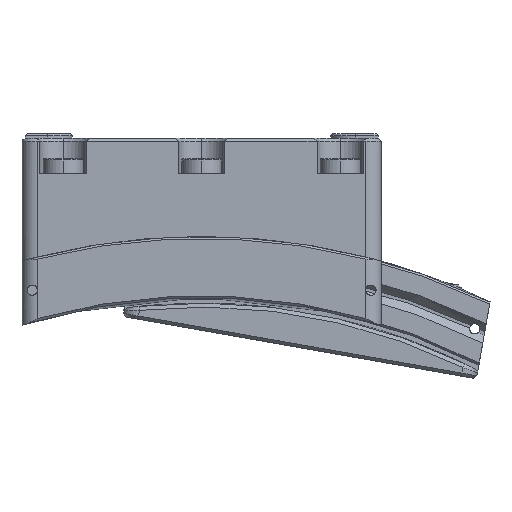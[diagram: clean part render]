
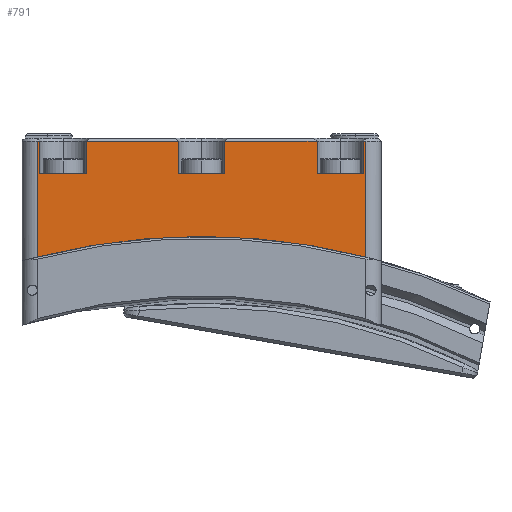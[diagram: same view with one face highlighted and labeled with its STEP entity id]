
A CAD part, left-side view. The second image highlights one B-rep face of the part: STEP entity #791.
In plain terms, the highlighted planar face has unit normal (-1, 0, 0).
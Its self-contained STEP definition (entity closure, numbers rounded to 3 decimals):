
#289 = CARTESIAN_POINT ( 'NONE',  ( -17.5, -15.833, 24.773 ) ) ;
#424 = VERTEX_POINT ( 'NONE', #22581 ) ;
#497 = VERTEX_POINT ( 'NONE', #25754 ) ;
#625 = EDGE_CURVE ( 'NONE', #28502, #29193, #19337, .T. ) ;
#791 = ADVANCED_FACE ( 'NONE', ( #1411 ), #22828, .F. ) ;
#1118 = ORIENTED_EDGE ( 'NONE', *, *, #25830, .T. ) ;
#1284 = ORIENTED_EDGE ( 'NONE', *, *, #14871, .T. ) ;
#1411 = FACE_OUTER_BOUND ( 'NONE', #14828, .T. ) ;
#1821 = VECTOR ( 'NONE', #19081, 1000. ) ;
#1853 = VERTEX_POINT ( 'NONE', #25589 ) ;
#2282 = CARTESIAN_POINT ( 'NONE',  ( -17.5, -15.75, 21.6 ) ) ;
#2794 = VERTEX_POINT ( 'NONE', #18439 ) ;
#3103 = ORIENTED_EDGE ( 'NONE', *, *, #5401, .F. ) ;
#3146 = CARTESIAN_POINT ( 'NONE',  ( -17.5, -11.25, 21.6 ) ) ;
#3410 = CARTESIAN_POINT ( 'NONE',  ( -17.5, 15.833, 24.773 ) ) ;
#4235 = EDGE_CURVE ( 'NONE', #28502, #25262, #15203, .T. ) ;
#4305 = LINE ( 'NONE', #22838, #18103 ) ;
#4726 = CARTESIAN_POINT ( 'NONE',  ( -17.5, -2.25, 24.78 ) ) ;
#4731 = EDGE_CURVE ( 'NONE', #10127, #25262, #6671, .T. ) ;
#4774 = ORIENTED_EDGE ( 'NONE', *, *, #24192, .T. ) ;
#4921 = ORIENTED_EDGE ( 'NONE', *, *, #4235, .F. ) ;
#5152 = DIRECTION ( 'NONE',  ( 1., 0., 0. ) ) ;
#5372 = DIRECTION ( 'NONE',  ( 0., 0., 1. ) ) ;
#5401 = EDGE_CURVE ( 'NONE', #1853, #24765, #23444, .T. ) ;
#6015 = DIRECTION ( 'NONE',  ( 0., 0., 1. ) ) ;
#6025 = CARTESIAN_POINT ( 'NONE',  ( -17.5, 15.916, 24.78 ) ) ;
#6233 = DIRECTION ( 'NONE',  ( 0., 1., 0. ) ) ;
#6379 = DIRECTION ( 'NONE',  ( 0., 1., 0. ) ) ;
#6460 = CARTESIAN_POINT ( 'NONE',  ( -17.5, 17.5, 20. ) ) ;
#6671 = B_SPLINE_CURVE_WITH_KNOTS ( 'NONE', 3,
 ( #25842, #28149, #289, #11934 ),
 .UNSPECIFIED., .F., .F.,
 ( 4, 4 ),
 ( 0., 0. ),
 .UNSPECIFIED. ) ;
#6758 = DIRECTION ( 'NONE',  ( 0., 0., 1. ) ) ;
#6900 = CARTESIAN_POINT ( 'NONE',  ( -17.5, 0., 15.5 ) ) ;
#7481 = CARTESIAN_POINT ( 'NONE',  ( -17.5, 15.75, 24.759 ) ) ;
#7607 = CARTESIAN_POINT ( 'NONE',  ( -17.5, 0., -49.5 ) ) ;
#7711 = VECTOR ( 'NONE', #26845, 1000. ) ;
#7807 = VERTEX_POINT ( 'NONE', #20652 ) ;
#7833 = CARTESIAN_POINT ( 'NONE',  ( -17.5, -16., 20. ) ) ;
#8324 = CARTESIAN_POINT ( 'NONE',  ( -17.5, 2.25, 21.6 ) ) ;
#8467 = DIRECTION ( 'NONE',  ( 0., 0., -1. ) ) ;
#8732 = CARTESIAN_POINT ( 'NONE',  ( -17.5, -15.75, 24.759 ) ) ;
#8825 = CARTESIAN_POINT ( 'NONE',  ( -17.5, -11.25, 24.78 ) ) ;
#9240 = VERTEX_POINT ( 'NONE', #8825 ) ;
#9583 = CARTESIAN_POINT ( 'NONE',  ( -17.5, 2.25, 21.6 ) ) ;
#10085 = B_SPLINE_CURVE_WITH_KNOTS ( 'NONE', 3,
 ( #20275, #3410, #6025, #11082 ),
 .UNSPECIFIED., .F., .F.,
 ( 4, 4 ),
 ( 0., 0. ),
 .UNSPECIFIED. ) ;
#10127 = VERTEX_POINT ( 'NONE', #22772 ) ;
#10439 = VECTOR ( 'NONE', #6379, 1000. ) ;
#10628 = CARTESIAN_POINT ( 'NONE',  ( -17.5, 17.5, 21.6 ) ) ;
#10720 = CIRCLE ( 'NONE', #18528, 65. ) ;
#10848 = LINE ( 'NONE', #20028, #15640 ) ;
#11082 = CARTESIAN_POINT ( 'NONE',  ( -17.5, 16., 24.78 ) ) ;
#11328 = CARTESIAN_POINT ( 'NONE',  ( -17.5, 11.25, 24.78 ) ) ;
#11934 = CARTESIAN_POINT ( 'NONE',  ( -17.5, -15.75, 24.759 ) ) ;
#12100 = CIRCLE ( 'NONE', #13099, 65. ) ;
#12709 = EDGE_CURVE ( 'NONE', #24952, #497, #12100, .T. ) ;
#13099 = AXIS2_PLACEMENT_3D ( 'NONE', #7607, #5152, #26436 ) ;
#13299 = ORIENTED_EDGE ( 'NONE', *, *, #23175, .F. ) ;
#13768 = VECTOR ( 'NONE', #16381, 1000. ) ;
#14738 = DIRECTION ( 'NONE',  ( 0., 0., 1. ) ) ;
#14828 = EDGE_LOOP ( 'NONE', ( #1118, #1284, #3103, #15970, #23898, #20412, #13299, #17665, #27265, #17881, #29846, #27487, #24903, #4774, #28061, #4921, #17057 ) ) ;
#14871 = EDGE_CURVE ( 'NONE', #9240, #24765, #18688, .T. ) ;
#15203 = LINE ( 'NONE', #15362, #18375 ) ;
#15354 = VERTEX_POINT ( 'NONE', #11328 ) ;
#15362 = CARTESIAN_POINT ( 'NONE',  ( -17.5, -15.75, 21.6 ) ) ;
#15640 = VECTOR ( 'NONE', #6233, 1000. ) ;
#15815 = DIRECTION ( 'NONE',  ( 1., 0., 0. ) ) ;
#15822 = CARTESIAN_POINT ( 'NONE',  ( -17.5, -2.25, 24.78 ) ) ;
#15970 = ORIENTED_EDGE ( 'NONE', *, *, #27574, .T. ) ;
#16381 = DIRECTION ( 'NONE',  ( 0., 1., 0. ) ) ;
#16708 = CARTESIAN_POINT ( 'NONE',  ( -17.5, 11.25, 21.6 ) ) ;
#17051 = VERTEX_POINT ( 'NONE', #23748 ) ;
#17057 = ORIENTED_EDGE ( 'NONE', *, *, #625, .T. ) ;
#17329 = LINE ( 'NONE', #7833, #23065 ) ;
#17488 = EDGE_CURVE ( 'NONE', #22997, #7807, #18017, .T. ) ;
#17644 = DIRECTION ( 'NONE',  ( 0., 1., 0. ) ) ;
#17665 = ORIENTED_EDGE ( 'NONE', *, *, #17488, .T. ) ;
#17881 = ORIENTED_EDGE ( 'NONE', *, *, #26250, .T. ) ;
#18017 = LINE ( 'NONE', #27358, #10439 ) ;
#18103 = VECTOR ( 'NONE', #25147, 1000. ) ;
#18375 = VECTOR ( 'NONE', #29442, 1000. ) ;
#18439 = CARTESIAN_POINT ( 'NONE',  ( -17.5, 16., 24.78 ) ) ;
#18528 = AXIS2_PLACEMENT_3D ( 'NONE', #23862, #24025, #28468 ) ;
#18635 = VECTOR ( 'NONE', #5372, 1000. ) ;
#18688 = LINE ( 'NONE', #4726, #13768 ) ;
#19081 = DIRECTION ( 'NONE',  ( 0., 0., 1. ) ) ;
#19163 = LINE ( 'NONE', #16708, #18635 ) ;
#19337 = LINE ( 'NONE', #29125, #23184 ) ;
#19676 = AXIS2_PLACEMENT_3D ( 'NONE', #6460, #15815, #8467 ) ;
#19680 = VERTEX_POINT ( 'NONE', #9583 ) ;
#20028 = CARTESIAN_POINT ( 'NONE',  ( -17.5, 11.25, 24.78 ) ) ;
#20275 = CARTESIAN_POINT ( 'NONE',  ( -17.5, 15.75, 24.759 ) ) ;
#20412 = ORIENTED_EDGE ( 'NONE', *, *, #28101, .T. ) ;
#20501 = EDGE_CURVE ( 'NONE', #2794, #17051, #4305, .T. ) ;
#20652 = CARTESIAN_POINT ( 'NONE',  ( -17.5, 15.75, 21.6 ) ) ;
#21165 = CARTESIAN_POINT ( 'NONE',  ( -17.5, -2.25, 21.6 ) ) ;
#21528 = LINE ( 'NONE', #22387, #27986 ) ;
#21988 = LINE ( 'NONE', #3146, #1821 ) ;
#22267 = VECTOR ( 'NONE', #6758, 1000. ) ;
#22387 = CARTESIAN_POINT ( 'NONE',  ( -17.5, 15.75, 21.6 ) ) ;
#22566 = DIRECTION ( 'NONE',  ( 0., 1., 0. ) ) ;
#22581 = CARTESIAN_POINT ( 'NONE',  ( -17.5, 2.25, 24.78 ) ) ;
#22772 = CARTESIAN_POINT ( 'NONE',  ( -17.5, -16., 24.78 ) ) ;
#22828 = PLANE ( 'NONE',  #19676 ) ;
#22838 = CARTESIAN_POINT ( 'NONE',  ( -17.5, 16., 20. ) ) ;
#22997 = VERTEX_POINT ( 'NONE', #27003 ) ;
#23065 = VECTOR ( 'NONE', #14738, 1000. ) ;
#23175 = EDGE_CURVE ( 'NONE', #22997, #15354, #19163, .T. ) ;
#23184 = VECTOR ( 'NONE', #17644, 1000. ) ;
#23444 = LINE ( 'NONE', #21165, #22267 ) ;
#23748 = CARTESIAN_POINT ( 'NONE',  ( -17.5, 16., 13.5 ) ) ;
#23862 = CARTESIAN_POINT ( 'NONE',  ( -17.5, 0., -49.5 ) ) ;
#23898 = ORIENTED_EDGE ( 'NONE', *, *, #26292, .T. ) ;
#24025 = DIRECTION ( 'NONE',  ( 1., 0., 0. ) ) ;
#24192 = EDGE_CURVE ( 'NONE', #497, #10127, #17329, .T. ) ;
#24620 = EDGE_CURVE ( 'NONE', #7807, #25356, #21528, .T. ) ;
#24765 = VERTEX_POINT ( 'NONE', #15822 ) ;
#24859 = CARTESIAN_POINT ( 'NONE',  ( -17.5, -11.25, 21.6 ) ) ;
#24903 = ORIENTED_EDGE ( 'NONE', *, *, #12709, .T. ) ;
#24952 = VERTEX_POINT ( 'NONE', #6900 ) ;
#25147 = DIRECTION ( 'NONE',  ( 0., 0., -1. ) ) ;
#25262 = VERTEX_POINT ( 'NONE', #8732 ) ;
#25356 = VERTEX_POINT ( 'NONE', #7481 ) ;
#25589 = CARTESIAN_POINT ( 'NONE',  ( -17.5, -2.25, 21.6 ) ) ;
#25754 = CARTESIAN_POINT ( 'NONE',  ( -17.5, -16., 13.5 ) ) ;
#25830 = EDGE_CURVE ( 'NONE', #29193, #9240, #21988, .T. ) ;
#25842 = CARTESIAN_POINT ( 'NONE',  ( -17.5, -16., 24.78 ) ) ;
#26250 = EDGE_CURVE ( 'NONE', #25356, #2794, #10085, .T. ) ;
#26292 = EDGE_CURVE ( 'NONE', #19680, #424, #29291, .T. ) ;
#26436 = DIRECTION ( 'NONE',  ( 0., 0., -1. ) ) ;
#26845 = DIRECTION ( 'NONE',  ( 0., 0., 1. ) ) ;
#27003 = CARTESIAN_POINT ( 'NONE',  ( -17.5, 11.25, 21.6 ) ) ;
#27265 = ORIENTED_EDGE ( 'NONE', *, *, #24620, .T. ) ;
#27358 = CARTESIAN_POINT ( 'NONE',  ( -17.5, 17.5, 21.6 ) ) ;
#27487 = ORIENTED_EDGE ( 'NONE', *, *, #28641, .T. ) ;
#27574 = EDGE_CURVE ( 'NONE', #1853, #19680, #29604, .T. ) ;
#27986 = VECTOR ( 'NONE', #6015, 1000. ) ;
#28061 = ORIENTED_EDGE ( 'NONE', *, *, #4731, .T. ) ;
#28101 = EDGE_CURVE ( 'NONE', #424, #15354, #10848, .T. ) ;
#28149 = CARTESIAN_POINT ( 'NONE',  ( -17.5, -15.916, 24.78 ) ) ;
#28468 = DIRECTION ( 'NONE',  ( 0., 0., -1. ) ) ;
#28502 = VERTEX_POINT ( 'NONE', #2282 ) ;
#28641 = EDGE_CURVE ( 'NONE', #17051, #24952, #10720, .T. ) ;
#29125 = CARTESIAN_POINT ( 'NONE',  ( -17.5, 17.5, 21.6 ) ) ;
#29193 = VERTEX_POINT ( 'NONE', #24859 ) ;
#29291 = LINE ( 'NONE', #8324, #7711 ) ;
#29442 = DIRECTION ( 'NONE',  ( 0., 0., 1. ) ) ;
#29604 = LINE ( 'NONE', #10628, #29767 ) ;
#29767 = VECTOR ( 'NONE', #22566, 1000. ) ;
#29846 = ORIENTED_EDGE ( 'NONE', *, *, #20501, .T. ) ;
